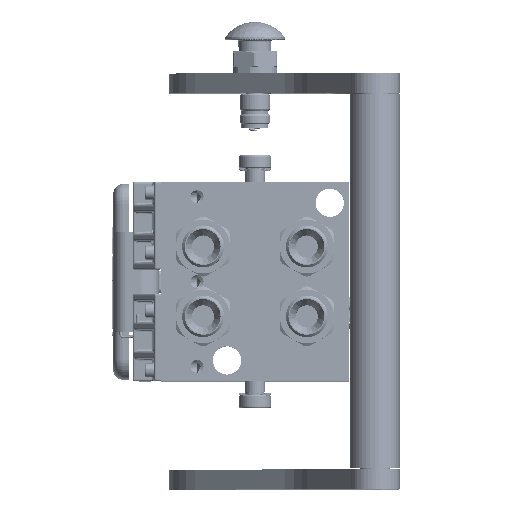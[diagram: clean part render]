
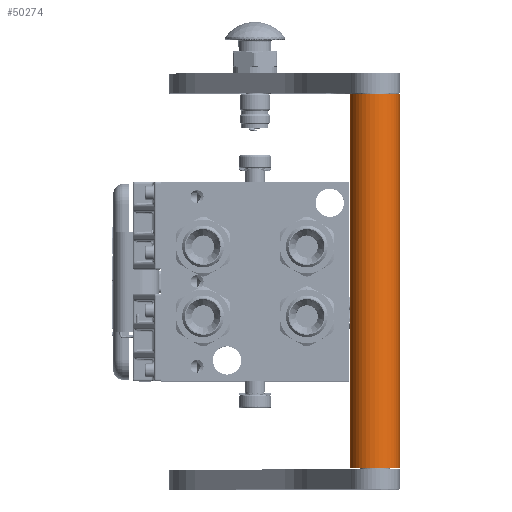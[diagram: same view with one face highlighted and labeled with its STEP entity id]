
A CAD part, top view. The second image highlights one B-rep face of the part: STEP entity #50274.
In plain terms, the highlighted cylindrical face has radius 12.5 mm (diameter 25 mm), a partial arc.
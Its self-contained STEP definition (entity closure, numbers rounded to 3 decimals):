
#1192 = EDGE_CURVE ( 'NONE', #30389, #106816, #75430, .T. ) ;
#2226 = VECTOR ( 'NONE', #41153, 1000. ) ;
#15454 = AXIS2_PLACEMENT_3D ( 'NONE', #120164, #75002, #109717 ) ;
#20601 = CARTESIAN_POINT ( 'NONE',  ( 8.5, 0., 0. ) ) ;
#21525 = DIRECTION ( 'NONE',  ( 0., 0., -1. ) ) ;
#23777 = ORIENTED_EDGE ( 'NONE', *, *, #111823, .F. ) ;
#30389 = VERTEX_POINT ( 'NONE', #77050 ) ;
#32144 = CYLINDRICAL_SURFACE ( 'NONE', #64673, 12.5 ) ;
#33658 = ORIENTED_EDGE ( 'NONE', *, *, #63465, .T. ) ;
#41153 = DIRECTION ( 'NONE',  ( -1., 0., 0. ) ) ;
#46599 = ORIENTED_EDGE ( 'NONE', *, *, #1192, .F. ) ;
#48885 = CARTESIAN_POINT ( 'NONE',  ( 196., 0., 12.5 ) ) ;
#50274 = ADVANCED_FACE ( 'NONE', ( #93444 ), #32144, .T. ) ;
#51193 = VERTEX_POINT ( 'NONE', #77958 ) ;
#52249 = CIRCLE ( 'NONE', #84710, 12.5 ) ;
#56392 = DIRECTION ( 'NONE',  ( 0., 0., 1. ) ) ;
#60206 = DIRECTION ( 'NONE',  ( -1., 0., 0. ) ) ;
#63465 = EDGE_CURVE ( 'NONE', #69677, #51193, #119676, .T. ) ;
#64673 = AXIS2_PLACEMENT_3D ( 'NONE', #75889, #112094, #56392 ) ;
#69677 = VERTEX_POINT ( 'NONE', #101718 ) ;
#75002 = DIRECTION ( 'NONE',  ( -1., 0., 0. ) ) ;
#75430 = LINE ( 'NONE', #105406, #2226 ) ;
#75889 = CARTESIAN_POINT ( 'NONE',  ( -10.225, 0., 0. ) ) ;
#77050 = CARTESIAN_POINT ( 'NONE',  ( 196., 0., -12.5 ) ) ;
#77958 = CARTESIAN_POINT ( 'NONE',  ( 8.5, 0., 12.5 ) ) ;
#84710 = AXIS2_PLACEMENT_3D ( 'NONE', #20601, #86287, #21525 ) ;
#86287 = DIRECTION ( 'NONE',  ( -1., 0., 0. ) ) ;
#90779 = VECTOR ( 'NONE', #60206, 1000. ) ;
#93444 = FACE_OUTER_BOUND ( 'NONE', #123047, .T. ) ;
#98932 = CARTESIAN_POINT ( 'NONE',  ( 8.5, 0., -12.5 ) ) ;
#101718 = CARTESIAN_POINT ( 'NONE',  ( 196., 0., 12.5 ) ) ;
#105406 = CARTESIAN_POINT ( 'NONE',  ( 196., 0., -12.5 ) ) ;
#106183 = CIRCLE ( 'NONE', #15454, 12.5 ) ;
#106359 = ORIENTED_EDGE ( 'NONE', *, *, #134771, .T. ) ;
#106816 = VERTEX_POINT ( 'NONE', #98932 ) ;
#109717 = DIRECTION ( 'NONE',  ( 0., 0., -1. ) ) ;
#111823 = EDGE_CURVE ( 'NONE', #106816, #51193, #52249, .T. ) ;
#112094 = DIRECTION ( 'NONE',  ( -1., 0., 0. ) ) ;
#119676 = LINE ( 'NONE', #48885, #90779 ) ;
#120164 = CARTESIAN_POINT ( 'NONE',  ( 196., 0., 0. ) ) ;
#123047 = EDGE_LOOP ( 'NONE', ( #106359, #33658, #23777, #46599 ) ) ;
#134771 = EDGE_CURVE ( 'NONE', #30389, #69677, #106183, .T. ) ;
